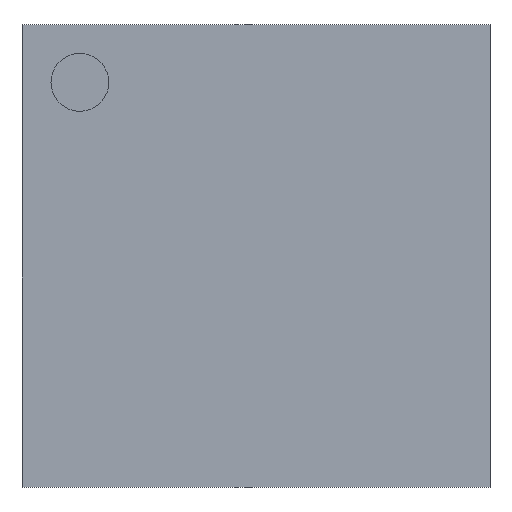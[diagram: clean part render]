
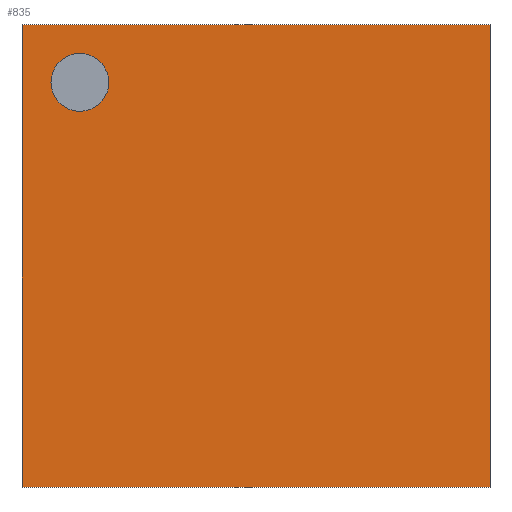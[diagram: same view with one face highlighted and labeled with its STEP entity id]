
A CAD part, top view. The second image highlights one B-rep face of the part: STEP entity #835.
In plain terms, the highlighted planar face has unit normal (0, 0, 1).
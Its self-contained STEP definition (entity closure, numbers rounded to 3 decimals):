
#646 = VERTEX_POINT('',#647);
#647 = CARTESIAN_POINT('',(-1.647,-1.629,0.585));
#654 = PLANE('',#655);
#655 = AXIS2_PLACEMENT_3D('',#656,#657,#658);
#656 = CARTESIAN_POINT('',(-1.647,-1.629,0.25));
#657 = DIRECTION('',(1.,0.,0.));
#658 = DIRECTION('',(0.,0.,1.));
#666 = PLANE('',#667);
#667 = AXIS2_PLACEMENT_3D('',#668,#669,#670);
#668 = CARTESIAN_POINT('',(-1.647,-1.629,0.25));
#669 = DIRECTION('',(0.,1.,0.));
#670 = DIRECTION('',(0.,0.,1.));
#707 = VERTEX_POINT('',#708);
#708 = CARTESIAN_POINT('',(-1.647,1.629,0.585));
#722 = PLANE('',#723);
#723 = AXIS2_PLACEMENT_3D('',#724,#725,#726);
#724 = CARTESIAN_POINT('',(-1.647,1.629,0.25));
#725 = DIRECTION('',(0.,1.,0.));
#726 = DIRECTION('',(0.,0.,1.));
#734 = EDGE_CURVE('',#646,#707,#735,.T.);
#735 = SURFACE_CURVE('',#736,(#740,#747),.PCURVE_S1.);
#736 = LINE('',#737,#738);
#737 = CARTESIAN_POINT('',(-1.647,-1.629,0.585));
#738 = VECTOR('',#739,1.);
#739 = DIRECTION('',(0.,1.,0.));
#740 = PCURVE('',#654,#741);
#741 = DEFINITIONAL_REPRESENTATION('',(#742),#746);
#742 = LINE('',#743,#744);
#743 = CARTESIAN_POINT('',(0.335,0.));
#744 = VECTOR('',#745,1.);
#745 = DIRECTION('',(0.,-1.));
#746 = ( GEOMETRIC_REPRESENTATION_CONTEXT(2) 
PARAMETRIC_REPRESENTATION_CONTEXT() REPRESENTATION_CONTEXT('2D SPACE',''
  ) );
#747 = PCURVE('',#748,#753);
#748 = PLANE('',#749);
#749 = AXIS2_PLACEMENT_3D('',#750,#751,#752);
#750 = CARTESIAN_POINT('',(-1.647,-1.629,0.585));
#751 = DIRECTION('',(0.,0.,1.));
#752 = DIRECTION('',(1.,0.,0.));
#753 = DEFINITIONAL_REPRESENTATION('',(#754),#758);
#754 = LINE('',#755,#756);
#755 = CARTESIAN_POINT('',(0.,0.));
#756 = VECTOR('',#757,1.);
#757 = DIRECTION('',(0.,1.));
#758 = ( GEOMETRIC_REPRESENTATION_CONTEXT(2) 
PARAMETRIC_REPRESENTATION_CONTEXT() REPRESENTATION_CONTEXT('2D SPACE',''
  ) );
#787 = EDGE_CURVE('',#646,#788,#790,.T.);
#788 = VERTEX_POINT('',#789);
#789 = CARTESIAN_POINT('',(1.647,-1.629,0.585));
#790 = SURFACE_CURVE('',#791,(#795,#802),.PCURVE_S1.);
#791 = LINE('',#792,#793);
#792 = CARTESIAN_POINT('',(-1.647,-1.629,0.585));
#793 = VECTOR('',#794,1.);
#794 = DIRECTION('',(1.,0.,0.));
#795 = PCURVE('',#666,#796);
#796 = DEFINITIONAL_REPRESENTATION('',(#797),#801);
#797 = LINE('',#798,#799);
#798 = CARTESIAN_POINT('',(0.335,0.));
#799 = VECTOR('',#800,1.);
#800 = DIRECTION('',(0.,1.));
#801 = ( GEOMETRIC_REPRESENTATION_CONTEXT(2) 
PARAMETRIC_REPRESENTATION_CONTEXT() REPRESENTATION_CONTEXT('2D SPACE',''
  ) );
#802 = PCURVE('',#748,#803);
#803 = DEFINITIONAL_REPRESENTATION('',(#804),#808);
#804 = LINE('',#805,#806);
#805 = CARTESIAN_POINT('',(0.,0.));
#806 = VECTOR('',#807,1.);
#807 = DIRECTION('',(1.,0.));
#808 = ( GEOMETRIC_REPRESENTATION_CONTEXT(2) 
PARAMETRIC_REPRESENTATION_CONTEXT() REPRESENTATION_CONTEXT('2D SPACE',''
  ) );
#824 = PLANE('',#825);
#825 = AXIS2_PLACEMENT_3D('',#826,#827,#828);
#826 = CARTESIAN_POINT('',(1.647,-1.629,0.25));
#827 = DIRECTION('',(1.,0.,0.));
#828 = DIRECTION('',(0.,0.,1.));
#835 = ADVANCED_FACE('',(#836,#884),#748,.T.);
#836 = FACE_BOUND('',#837,.T.);
#837 = EDGE_LOOP('',(#838,#839,#840,#863));
#838 = ORIENTED_EDGE('',*,*,#734,.F.);
#839 = ORIENTED_EDGE('',*,*,#787,.T.);
#840 = ORIENTED_EDGE('',*,*,#841,.T.);
#841 = EDGE_CURVE('',#788,#842,#844,.T.);
#842 = VERTEX_POINT('',#843);
#843 = CARTESIAN_POINT('',(1.647,1.629,0.585));
#844 = SURFACE_CURVE('',#845,(#849,#856),.PCURVE_S1.);
#845 = LINE('',#846,#847);
#846 = CARTESIAN_POINT('',(1.647,-1.629,0.585));
#847 = VECTOR('',#848,1.);
#848 = DIRECTION('',(0.,1.,0.));
#849 = PCURVE('',#748,#850);
#850 = DEFINITIONAL_REPRESENTATION('',(#851),#855);
#851 = LINE('',#852,#853);
#852 = CARTESIAN_POINT('',(3.294,0.));
#853 = VECTOR('',#854,1.);
#854 = DIRECTION('',(0.,1.));
#855 = ( GEOMETRIC_REPRESENTATION_CONTEXT(2) 
PARAMETRIC_REPRESENTATION_CONTEXT() REPRESENTATION_CONTEXT('2D SPACE',''
  ) );
#856 = PCURVE('',#824,#857);
#857 = DEFINITIONAL_REPRESENTATION('',(#858),#862);
#858 = LINE('',#859,#860);
#859 = CARTESIAN_POINT('',(0.335,0.));
#860 = VECTOR('',#861,1.);
#861 = DIRECTION('',(0.,-1.));
#862 = ( GEOMETRIC_REPRESENTATION_CONTEXT(2) 
PARAMETRIC_REPRESENTATION_CONTEXT() REPRESENTATION_CONTEXT('2D SPACE',''
  ) );
#863 = ORIENTED_EDGE('',*,*,#864,.F.);
#864 = EDGE_CURVE('',#707,#842,#865,.T.);
#865 = SURFACE_CURVE('',#866,(#870,#877),.PCURVE_S1.);
#866 = LINE('',#867,#868);
#867 = CARTESIAN_POINT('',(-1.647,1.629,0.585));
#868 = VECTOR('',#869,1.);
#869 = DIRECTION('',(1.,0.,0.));
#870 = PCURVE('',#748,#871);
#871 = DEFINITIONAL_REPRESENTATION('',(#872),#876);
#872 = LINE('',#873,#874);
#873 = CARTESIAN_POINT('',(0.,3.258));
#874 = VECTOR('',#875,1.);
#875 = DIRECTION('',(1.,0.));
#876 = ( GEOMETRIC_REPRESENTATION_CONTEXT(2) 
PARAMETRIC_REPRESENTATION_CONTEXT() REPRESENTATION_CONTEXT('2D SPACE',''
  ) );
#877 = PCURVE('',#722,#878);
#878 = DEFINITIONAL_REPRESENTATION('',(#879),#883);
#879 = LINE('',#880,#881);
#880 = CARTESIAN_POINT('',(0.335,0.));
#881 = VECTOR('',#882,1.);
#882 = DIRECTION('',(0.,1.));
#883 = ( GEOMETRIC_REPRESENTATION_CONTEXT(2) 
PARAMETRIC_REPRESENTATION_CONTEXT() REPRESENTATION_CONTEXT('2D SPACE',''
  ) );
#884 = FACE_BOUND('',#885,.T.);
#885 = EDGE_LOOP('',(#886));
#886 = ORIENTED_EDGE('',*,*,#887,.F.);
#887 = EDGE_CURVE('',#888,#888,#890,.T.);
#888 = VERTEX_POINT('',#889);
#889 = CARTESIAN_POINT('',(-1.036,1.222,0.585));
#890 = SURFACE_CURVE('',#891,(#896,#903),.PCURVE_S1.);
#891 = CIRCLE('',#892,0.204);
#892 = AXIS2_PLACEMENT_3D('',#893,#894,#895);
#893 = CARTESIAN_POINT('',(-1.24,1.222,0.585));
#894 = DIRECTION('',(0.,0.,1.));
#895 = DIRECTION('',(1.,0.,0.));
#896 = PCURVE('',#748,#897);
#897 = DEFINITIONAL_REPRESENTATION('',(#898),#902);
#898 = CIRCLE('',#899,0.204);
#899 = AXIS2_PLACEMENT_2D('',#900,#901);
#900 = CARTESIAN_POINT('',(0.407,2.851));
#901 = DIRECTION('',(1.,0.));
#902 = ( GEOMETRIC_REPRESENTATION_CONTEXT(2) 
PARAMETRIC_REPRESENTATION_CONTEXT() REPRESENTATION_CONTEXT('2D SPACE',''
  ) );
#903 = PCURVE('',#904,#909);
#904 = CYLINDRICAL_SURFACE('',#905,0.204);
#905 = AXIS2_PLACEMENT_3D('',#906,#907,#908);
#906 = CARTESIAN_POINT('',(-1.24,1.222,0.527));
#907 = DIRECTION('',(0.,0.,1.));
#908 = DIRECTION('',(1.,0.,0.));
#909 = DEFINITIONAL_REPRESENTATION('',(#910),#914);
#910 = LINE('',#911,#912);
#911 = CARTESIAN_POINT('',(0.,0.059));
#912 = VECTOR('',#913,1.);
#913 = DIRECTION('',(1.,0.));
#914 = ( GEOMETRIC_REPRESENTATION_CONTEXT(2) 
PARAMETRIC_REPRESENTATION_CONTEXT() REPRESENTATION_CONTEXT('2D SPACE',''
  ) );
